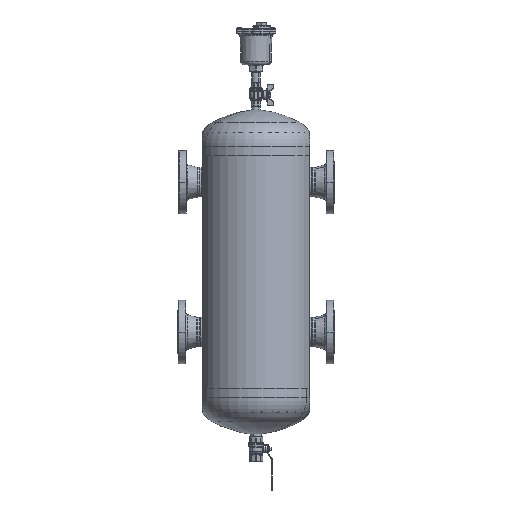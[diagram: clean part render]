
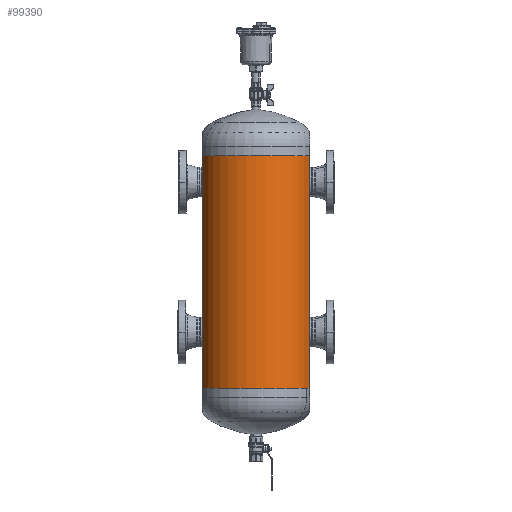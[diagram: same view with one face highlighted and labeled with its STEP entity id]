
A CAD part, front view. The second image highlights one B-rep face of the part: STEP entity #99390.
In plain terms, the highlighted cylindrical face has radius 171 mm (diameter 342 mm), a partial arc.
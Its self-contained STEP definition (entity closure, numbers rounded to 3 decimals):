
#98657=CARTESIAN_POINT('Vertex',(158.543,-64.071,-420.)) ;
#98664=CARTESIAN_POINT('Vertex',(158.543,-64.071,330.)) ;
#98667=CARTESIAN_POINT('Line Origine',(158.543,-64.071,-45.)) ;
#99337=CARTESIAN_POINT('Vertex',(-158.543,-64.071,330.)) ;
#99342=CARTESIAN_POINT('Axis2P3D Location',(0.,0.,330.)) ;
#99367=CARTESIAN_POINT('Axis2P3D Location',(0.,0.,-45.)) ;
#99372=CARTESIAN_POINT('Axis2P3D Location',(0.,0.,-420.)) ;
#99376=CARTESIAN_POINT('Vertex',(-158.543,-64.071,-420.)) ;
#99379=CARTESIAN_POINT('Line Origine',(-158.543,-64.071,-45.)) ;
#98668=DIRECTION('Vector Direction',(0.,0.,1.)) ;
#99343=DIRECTION('Axis2P3D Direction',(0.,0.,1.)) ;
#99368=DIRECTION('Axis2P3D Direction',(0.,0.,1.)) ;
#99369=DIRECTION('Axis2P3D XDirection',(-1.,0.,0.)) ;
#99373=DIRECTION('Axis2P3D Direction',(0.,0.,1.)) ;
#99380=DIRECTION('Vector Direction',(0.,0.,1.)) ;
#99344=AXIS2_PLACEMENT_3D('Circle Axis2P3D',#99342,#99343,$) ;
#99370=AXIS2_PLACEMENT_3D('Cylinder Axis2P3D',#99367,#99368,#99369) ;
#99374=AXIS2_PLACEMENT_3D('Circle Axis2P3D',#99372,#99373,$) ;
#99385=ORIENTED_EDGE('',*,*,#99378,.T.) ;
#99386=ORIENTED_EDGE('',*,*,#98671,.T.) ;
#99387=ORIENTED_EDGE('',*,*,#99346,.F.) ;
#99388=ORIENTED_EDGE('',*,*,#99383,.F.) ;
#98669=VECTOR('Line Direction',#98668,1.) ;
#99381=VECTOR('Line Direction',#99380,1.) ;
#99390=ADVANCED_FACE('PartBody',(#99389),#99371,.T.) ;
#99345=CIRCLE('generated circle',#99344,171.) ;
#99375=CIRCLE('generated circle',#99374,171.) ;
#99371=CYLINDRICAL_SURFACE('generated cylinder',#99370,171.) ;
#98671=EDGE_CURVE('',#98658,#98665,#98670,.T.) ;
#99346=EDGE_CURVE('',#99338,#98665,#99345,.T.) ;
#99378=EDGE_CURVE('',#99377,#98658,#99375,.T.) ;
#99383=EDGE_CURVE('',#99377,#99338,#99382,.T.) ;
#99384=EDGE_LOOP('',(#99385,#99386,#99387,#99388)) ;
#99389=FACE_OUTER_BOUND('',#99384,.T.) ;
#98670=LINE('Line',#98667,#98669) ;
#99382=LINE('Line',#99379,#99381) ;
#98658=VERTEX_POINT('',#98657) ;
#98665=VERTEX_POINT('',#98664) ;
#99338=VERTEX_POINT('',#99337) ;
#99377=VERTEX_POINT('',#99376) ;
